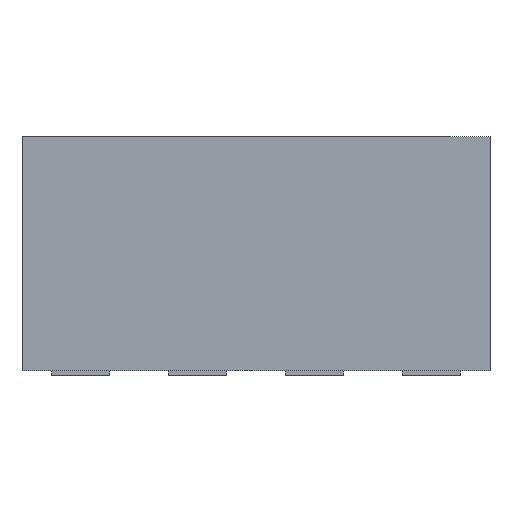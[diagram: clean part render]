
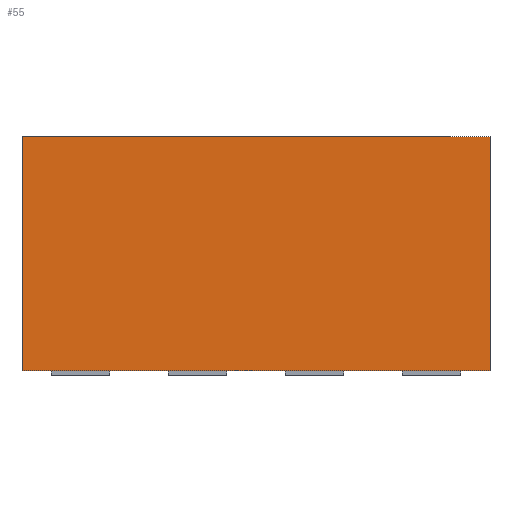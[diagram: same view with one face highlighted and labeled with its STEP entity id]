
A CAD part, left-side view. The second image highlights one B-rep face of the part: STEP entity #55.
In plain terms, the highlighted planar face has unit normal (-1, 0, 0).
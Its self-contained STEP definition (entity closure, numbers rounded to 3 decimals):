
#55 = ADVANCED_FACE ( 'NONE', ( #19506 ), #2171, .F. ) ;
#270 = DIRECTION ( 'NONE',  ( 1., 0., 0. ) ) ;
#372 = CARTESIAN_POINT ( 'NONE',  ( -1., -1., 1.02 ) ) ;
#1520 = ORIENTED_EDGE ( 'NONE', *, *, #2641, .T. ) ;
#1741 = CARTESIAN_POINT ( 'NONE',  ( -1., -1., 1.02 ) ) ;
#2171 = PLANE ( 'NONE',  #9714 ) ;
#2279 = CARTESIAN_POINT ( 'NONE',  ( -1., 1., 1.02 ) ) ;
#2641 = EDGE_CURVE ( 'NONE', #5739, #4034, #20534, .T. ) ;
#3574 = VECTOR ( 'NONE', #15113, 1000. ) ;
#3620 = LINE ( 'NONE', #1741, #14495 ) ;
#4034 = VERTEX_POINT ( 'NONE', #19086 ) ;
#4739 = CARTESIAN_POINT ( 'NONE',  ( -1., -1., 1.02 ) ) ;
#5158 = CARTESIAN_POINT ( 'NONE',  ( -1., -1., 0.02 ) ) ;
#5483 = CARTESIAN_POINT ( 'NONE',  ( -1., -1., 1.02 ) ) ;
#5739 = VERTEX_POINT ( 'NONE', #2279 ) ;
#6766 = VECTOR ( 'NONE', #16975, 1000. ) ;
#8035 = ORIENTED_EDGE ( 'NONE', *, *, #15707, .F. ) ;
#9101 = VERTEX_POINT ( 'NONE', #5158 ) ;
#9280 = LINE ( 'NONE', #4739, #16186 ) ;
#9714 = AXIS2_PLACEMENT_3D ( 'NONE', #372, #270, #17852 ) ;
#10729 = EDGE_LOOP ( 'NONE', ( #16846, #16287, #8035, #1520 ) ) ;
#11034 = DIRECTION ( 'NONE',  ( 0., 0., -1. ) ) ;
#11250 = EDGE_CURVE ( 'NONE', #18006, #9101, #9280, .T. ) ;
#13048 = DIRECTION ( 'NONE',  ( 0., -1., 0. ) ) ;
#13964 = CARTESIAN_POINT ( 'NONE',  ( -1., 1., 1.02 ) ) ;
#14495 = VECTOR ( 'NONE', #13048, 1000. ) ;
#15113 = DIRECTION ( 'NONE',  ( 0., -1., 0. ) ) ;
#15707 = EDGE_CURVE ( 'NONE', #5739, #18006, #3620, .T. ) ;
#16186 = VECTOR ( 'NONE', #11034, 1000. ) ;
#16287 = ORIENTED_EDGE ( 'NONE', *, *, #11250, .F. ) ;
#16669 = CARTESIAN_POINT ( 'NONE',  ( -1., -1., 0.02 ) ) ;
#16846 = ORIENTED_EDGE ( 'NONE', *, *, #19527, .T. ) ;
#16975 = DIRECTION ( 'NONE',  ( 0., 0., -1. ) ) ;
#17852 = DIRECTION ( 'NONE',  ( 0., 0., -1. ) ) ;
#18006 = VERTEX_POINT ( 'NONE', #5483 ) ;
#19086 = CARTESIAN_POINT ( 'NONE',  ( -1., 1., 0.02 ) ) ;
#19506 = FACE_OUTER_BOUND ( 'NONE', #10729, .T. ) ;
#19527 = EDGE_CURVE ( 'NONE', #4034, #9101, #20112, .T. ) ;
#20112 = LINE ( 'NONE', #16669, #3574 ) ;
#20534 = LINE ( 'NONE', #13964, #6766 ) ;
